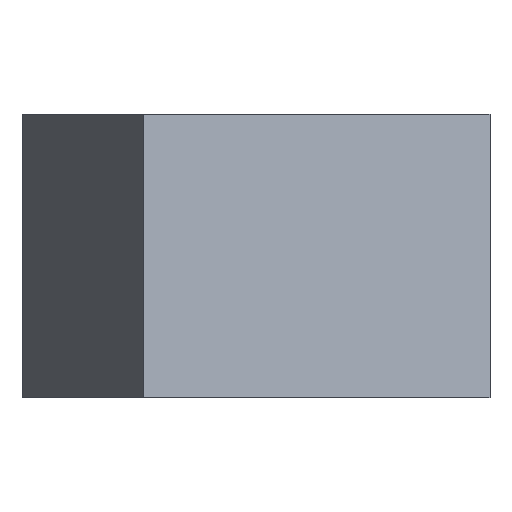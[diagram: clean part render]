
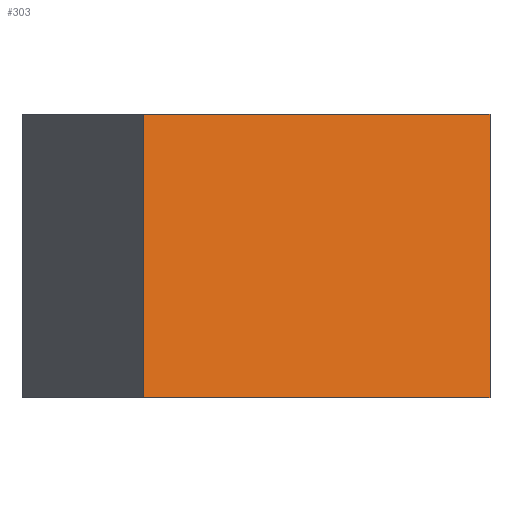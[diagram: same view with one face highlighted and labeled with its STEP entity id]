
A CAD part, left-side view. The second image highlights one B-rep face of the part: STEP entity #303.
In plain terms, the highlighted planar face has unit normal (-0.94, -0.342, 0).
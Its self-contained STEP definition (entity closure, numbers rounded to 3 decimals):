
#17=FACE_OUTER_BOUND('',#33,.T.);
#33=EDGE_LOOP('',(#209,#210,#211,#212));
#49=LINE('',#440,#91);
#52=LINE('',#447,#94);
#55=LINE('',#452,#97);
#56=LINE('',#453,#98);
#91=VECTOR('',#362,10.);
#94=VECTOR('',#367,10.);
#97=VECTOR('',#372,10.);
#98=VECTOR('',#373,10.);
#133=VERTEX_POINT('',#437);
#134=VERTEX_POINT('',#439);
#135=VERTEX_POINT('',#443);
#137=VERTEX_POINT('',#446);
#161=EDGE_CURVE('',#133,#134,#49,.T.);
#164=EDGE_CURVE('',#137,#135,#52,.T.);
#167=EDGE_CURVE('',#134,#135,#55,.T.);
#168=EDGE_CURVE('',#137,#133,#56,.T.);
#209=ORIENTED_EDGE('',*,*,#167,.F.);
#210=ORIENTED_EDGE('',*,*,#161,.F.);
#211=ORIENTED_EDGE('',*,*,#168,.F.);
#212=ORIENTED_EDGE('',*,*,#164,.T.);
#287=PLANE('',#342);
#303=ADVANCED_FACE('',(#17),#287,.T.);
#342=AXIS2_PLACEMENT_3D('',#451,#370,#371);
#362=DIRECTION('',(0.,0.,-1.));
#367=DIRECTION('',(0.,0.,-1.));
#370=DIRECTION('center_axis',(-0.94,-0.342,0.));
#371=DIRECTION('ref_axis',(-0.342,0.94,0.));
#372=DIRECTION('',(-0.342,0.94,0.));
#373=DIRECTION('',(0.342,-0.94,0.));
#437=CARTESIAN_POINT('',(-0.96,-19.79,12.));
#439=CARTESIAN_POINT('',(-0.96,-19.79,0.));
#440=CARTESIAN_POINT('',(-0.96,-19.79,12.));
#443=CARTESIAN_POINT('',(-6.295,-5.13,0.));
#446=CARTESIAN_POINT('',(-6.295,-5.13,12.));
#447=CARTESIAN_POINT('',(-6.295,-5.13,12.));
#451=CARTESIAN_POINT('Origin',(-0.96,-19.79,12.));
#452=CARTESIAN_POINT('',(-2.294,-16.125,0.));
#453=CARTESIAN_POINT('',(-6.295,-5.13,12.));
